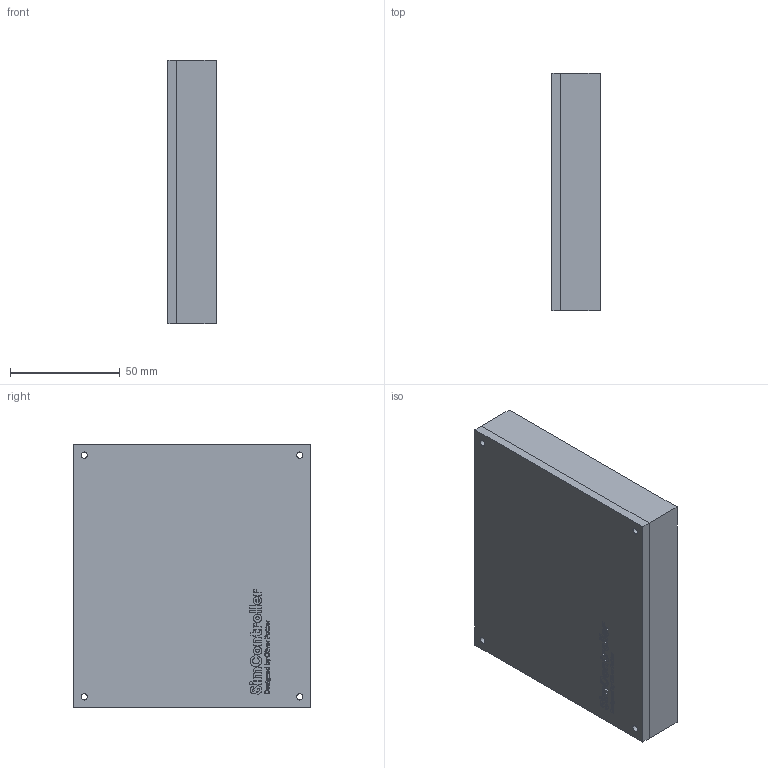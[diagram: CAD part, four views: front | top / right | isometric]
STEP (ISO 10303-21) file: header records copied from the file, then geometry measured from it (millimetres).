
FILE_DESCRIPTION(/* description */ (''),/* implementation_level */ '2;1');
FILE_NAME(/* name */ 'SimController.step',/* time_stamp */ '2024-10-22T18:35:54+01:00',/* author */ (''),/* organization */ (''),/* preprocessor_version */ 'ST-DEVELOPER v20',/* originating_system */ 'Autodesk Translation Framework v13.20.0.188',/* authorisation */ '');
FILE_SCHEMA (('AUTOMOTIVE_DESIGN { 1 0 10303 214 3 1 1 }'));
Length unit declared in the file: millimetre
Products named in the file (1): SimController Fixed
Bounding box: 22 x 108.16 x 120.06 mm (x, y, z)
Volume: 153141.1 mm3; surface area: 66320.1 mm2
Topology: 2 solids, 2 shells, 880 faces, 2472 edges, 1648 vertices
Faces by surface type: bspline 498, plane 314, cylinder 68
Full cylindrical faces by diameter (mm): 2.9 x8
Entity records: 33014 total; most frequent: CARTESIAN_POINT 13467, ORIENTED_EDGE 4944, EDGE_CURVE 2472, DIRECTION 2378, VERTEX_POINT 1648, LINE 1340, VECTOR 1340, B_SPLINE_CURVE_WITH_KNOTS 996
